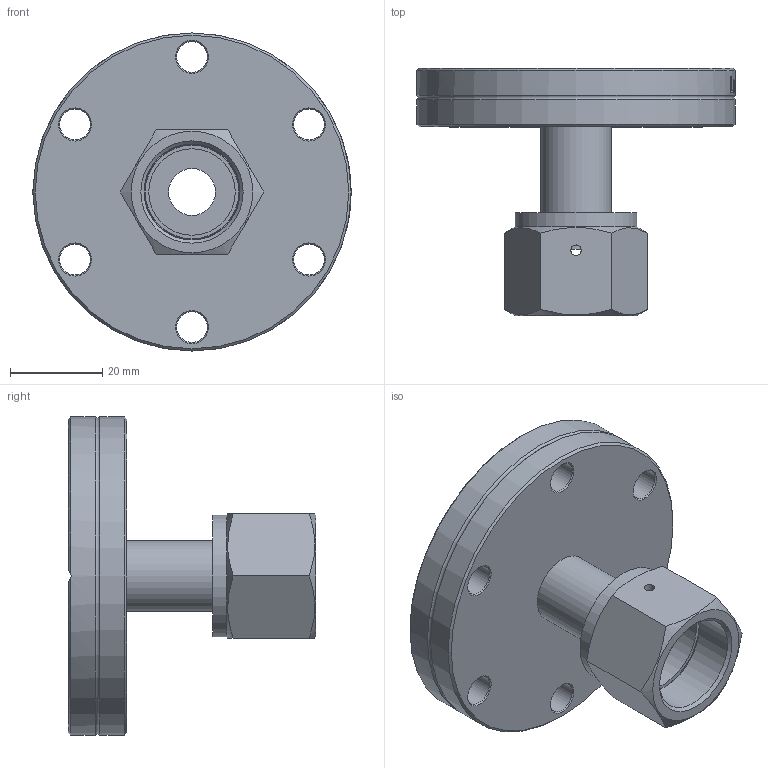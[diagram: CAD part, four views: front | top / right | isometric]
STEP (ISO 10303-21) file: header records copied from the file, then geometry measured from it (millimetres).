
FILE_DESCRIPTION(/* description */ (''),/* implementation_level */ '2;1');
FILE_NAME(/* name */ 'FL-VCRF50-40CF.stp',/* time_stamp */ '2019-03-21T13:56:40+00:00',/* author */ ('paul'),/* organization */ (''),/* preprocessor_version */ 'ST-DEVELOPER v17.2',/* originating_system */ 'Autodesk Inventor 2019',/* authorisation */ '');
FILE_SCHEMA (('AUTOMOTIVE_DESIGN { 1 0 10303 214 3 1 1 }'));
Products named in the file (4): FL-VCR25-16CF; FL-40CF; RM-SS-8-VCR-1; SS-8-VCR-3
Assembly tree (3 placements, depth 2):
  FL-VCR25-16CF
    FL-40CF
    RM-SS-8-VCR-1
    SS-8-VCR-3
Bounding box: 69.1 x 53.75 x 69.1 mm (x, y, z)
Volume: 51132.8 mm3; surface area: 19874.5 mm2
Topology: 3 solids, 3 shells, 155 faces, 426 edges, 289 vertices
Faces by surface type: plane 61, bspline 41, cylinder 31, cone 21, torus 1
Full cylindrical faces by diameter (mm): 2.286 x2, 6.7 x6, 10.16 x1, 12.7 x1, 15.24 x2, 15.494 x1, 18.796 x1, 20.32 x1, 20.574 x1, 20.851 x1, 26.416 x1, 48.26 x1, 69.1 x2
Entity records: 6718 total; most frequent: CARTESIAN_POINT 2695, ORIENTED_EDGE 852, DIRECTION 718, EDGE_CURVE 426, VERTEX_POINT 289, AXIS2_PLACEMENT_3D 280, EDGE_LOOP 189, LINE 158
